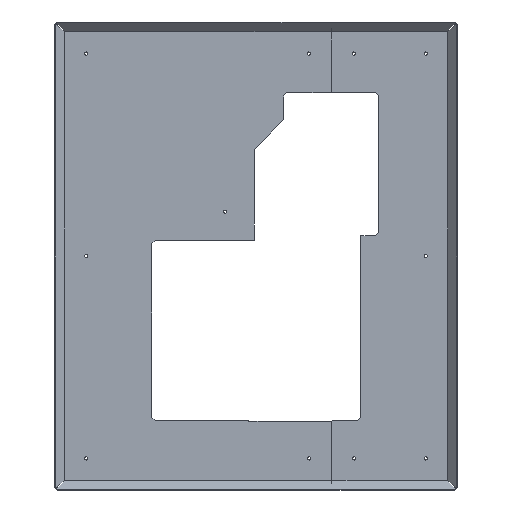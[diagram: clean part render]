
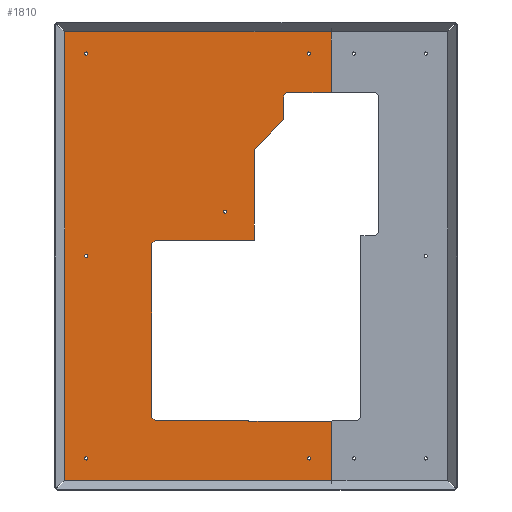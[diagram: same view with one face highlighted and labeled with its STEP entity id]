
A CAD part, top view. The second image highlights one B-rep face of the part: STEP entity #1810.
In plain terms, the highlighted planar face has unit normal (0, 0, 1).
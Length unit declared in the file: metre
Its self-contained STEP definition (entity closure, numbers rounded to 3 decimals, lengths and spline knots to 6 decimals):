
#53=PLANE('',#1972);
#123=CIRCLE('',#1969,0.0006);
#125=CIRCLE('',#1973,0.0025);
#126=CIRCLE('',#1974,0.0025);
#127=CIRCLE('',#1975,0.0025);
#128=CIRCLE('',#1976,0.0025);
#129=CIRCLE('',#1977,0.0025);
#130=CIRCLE('',#1978,0.0025);
#241=LINE('',#2868,#411);
#242=LINE('',#2870,#412);
#243=LINE('',#2872,#413);
#244=LINE('',#2874,#414);
#245=LINE('',#2876,#415);
#246=LINE('',#2878,#416);
#247=LINE('',#2880,#417);
#248=LINE('',#2882,#418);
#249=LINE('',#2884,#419);
#250=LINE('',#2886,#420);
#251=LINE('',#2888,#421);
#252=LINE('',#2890,#422);
#253=LINE('',#2892,#423);
#254=LINE('',#2894,#424);
#255=LINE('',#2896,#425);
#256=LINE('',#2898,#426);
#257=LINE('',#2900,#427);
#411=VECTOR('',#2317,1.);
#412=VECTOR('',#2320,1.);
#413=VECTOR('',#2321,1.);
#414=VECTOR('',#2322,1.);
#415=VECTOR('',#2323,1.);
#416=VECTOR('',#2324,1.);
#417=VECTOR('',#2325,1.);
#418=VECTOR('',#2326,1.);
#419=VECTOR('',#2327,1.);
#420=VECTOR('',#2328,1.);
#421=VECTOR('',#2329,1.);
#422=VECTOR('',#2330,1.);
#423=VECTOR('',#2331,1.);
#424=VECTOR('',#2332,1.);
#425=VECTOR('',#2333,1.);
#426=VECTOR('',#2334,1.);
#427=VECTOR('',#2335,1.);
#749=ORIENTED_EDGE('',*,*,#1135,.F.);
#750=ORIENTED_EDGE('',*,*,#1141,.T.);
#751=ORIENTED_EDGE('',*,*,#1142,.T.);
#752=ORIENTED_EDGE('',*,*,#1143,.T.);
#753=ORIENTED_EDGE('',*,*,#1144,.T.);
#754=ORIENTED_EDGE('',*,*,#1145,.T.);
#755=ORIENTED_EDGE('',*,*,#1146,.T.);
#756=ORIENTED_EDGE('',*,*,#1147,.T.);
#757=ORIENTED_EDGE('',*,*,#1148,.T.);
#758=ORIENTED_EDGE('',*,*,#1149,.T.);
#759=ORIENTED_EDGE('',*,*,#1150,.T.);
#760=ORIENTED_EDGE('',*,*,#1151,.T.);
#761=ORIENTED_EDGE('',*,*,#1152,.T.);
#762=ORIENTED_EDGE('',*,*,#1153,.T.);
#763=ORIENTED_EDGE('',*,*,#1154,.T.);
#764=ORIENTED_EDGE('',*,*,#1155,.T.);
#765=ORIENTED_EDGE('',*,*,#1156,.T.);
#766=ORIENTED_EDGE('',*,*,#1157,.T.);
#767=ORIENTED_EDGE('',*,*,#1158,.T.);
#768=ORIENTED_EDGE('',*,*,#1159,.T.);
#769=ORIENTED_EDGE('',*,*,#1160,.T.);
#770=ORIENTED_EDGE('',*,*,#1161,.T.);
#771=ORIENTED_EDGE('',*,*,#1162,.T.);
#772=ORIENTED_EDGE('',*,*,#1163,.T.);
#1135=EDGE_CURVE('',#1353,#1354,#123,.T.);
#1141=EDGE_CURVE('',#1353,#1358,#241,.T.);
#1142=EDGE_CURVE('',#1358,#1359,#242,.T.);
#1143=EDGE_CURVE('',#1359,#1360,#243,.T.);
#1144=EDGE_CURVE('',#1360,#1361,#244,.T.);
#1145=EDGE_CURVE('',#1361,#1362,#245,.T.);
#1146=EDGE_CURVE('',#1362,#1363,#246,.T.);
#1147=EDGE_CURVE('',#1363,#1364,#247,.T.);
#1148=EDGE_CURVE('',#1364,#1365,#248,.T.);
#1149=EDGE_CURVE('',#1365,#1366,#249,.T.);
#1150=EDGE_CURVE('',#1366,#1367,#250,.T.);
#1151=EDGE_CURVE('',#1367,#1368,#251,.T.);
#1152=EDGE_CURVE('',#1368,#1369,#252,.T.);
#1153=EDGE_CURVE('',#1369,#1370,#253,.T.);
#1154=EDGE_CURVE('',#1370,#1371,#254,.T.);
#1155=EDGE_CURVE('',#1371,#1372,#255,.T.);
#1156=EDGE_CURVE('',#1372,#1373,#256,.T.);
#1157=EDGE_CURVE('',#1373,#1354,#257,.T.);
#1158=EDGE_CURVE('',#1374,#1374,#125,.T.);
#1159=EDGE_CURVE('',#1375,#1375,#126,.T.);
#1160=EDGE_CURVE('',#1376,#1376,#127,.T.);
#1161=EDGE_CURVE('',#1377,#1377,#128,.T.);
#1162=EDGE_CURVE('',#1378,#1378,#129,.T.);
#1163=EDGE_CURVE('',#1379,#1379,#130,.T.);
#1353=VERTEX_POINT('',#2856);
#1354=VERTEX_POINT('',#2857);
#1358=VERTEX_POINT('',#2867);
#1359=VERTEX_POINT('',#2871);
#1360=VERTEX_POINT('',#2873);
#1361=VERTEX_POINT('',#2875);
#1362=VERTEX_POINT('',#2877);
#1363=VERTEX_POINT('',#2879);
#1364=VERTEX_POINT('',#2881);
#1365=VERTEX_POINT('',#2883);
#1366=VERTEX_POINT('',#2885);
#1367=VERTEX_POINT('',#2887);
#1368=VERTEX_POINT('',#2889);
#1369=VERTEX_POINT('',#2891);
#1370=VERTEX_POINT('',#2893);
#1371=VERTEX_POINT('',#2895);
#1372=VERTEX_POINT('',#2897);
#1373=VERTEX_POINT('',#2899);
#1374=VERTEX_POINT('',#2902);
#1375=VERTEX_POINT('',#2904);
#1376=VERTEX_POINT('',#2906);
#1377=VERTEX_POINT('',#2908);
#1378=VERTEX_POINT('',#2910);
#1379=VERTEX_POINT('',#2912);
#1525=EDGE_LOOP('',(#749,#750,#751,#752,#753,#754,#755,#756,#757,#758,#759,
#760,#761,#762,#763,#764,#765,#766));
#1526=EDGE_LOOP('',(#767));
#1527=EDGE_LOOP('',(#768));
#1528=EDGE_LOOP('',(#769));
#1529=EDGE_LOOP('',(#770));
#1530=EDGE_LOOP('',(#771));
#1531=EDGE_LOOP('',(#772));
#1657=FACE_BOUND('',#1525,.T.);
#1658=FACE_BOUND('',#1526,.T.);
#1659=FACE_BOUND('',#1527,.T.);
#1660=FACE_BOUND('',#1528,.T.);
#1661=FACE_BOUND('',#1529,.T.);
#1662=FACE_BOUND('',#1530,.T.);
#1663=FACE_BOUND('',#1531,.T.);
#1810=ADVANCED_FACE('',(#1657,#1658,#1659,#1660,#1661,#1662,#1663),#53,
 .T.);
#1969=AXIS2_PLACEMENT_3D('',#2855,#2307,#2308);
#1972=AXIS2_PLACEMENT_3D('',#2869,#2318,#2319);
#1973=AXIS2_PLACEMENT_3D('',#2901,#2336,#2337);
#1974=AXIS2_PLACEMENT_3D('',#2903,#2338,#2339);
#1975=AXIS2_PLACEMENT_3D('',#2905,#2340,#2341);
#1976=AXIS2_PLACEMENT_3D('',#2907,#2342,#2343);
#1977=AXIS2_PLACEMENT_3D('',#2909,#2344,#2345);
#1978=AXIS2_PLACEMENT_3D('',#2911,#2346,#2347);
#2307=DIRECTION('',(0.,0.,-1.));
#2308=DIRECTION('',(0.707,-0.707,0.));
#2317=DIRECTION('',(0.,1.,0.));
#2318=DIRECTION('',(0.,0.,1.));
#2319=DIRECTION('',(1.,0.,0.));
#2320=DIRECTION('',(0.707,0.707,0.));
#2321=DIRECTION('',(0.,1.,0.));
#2322=DIRECTION('',(0.707,0.707,0.));
#2323=DIRECTION('',(1.,0.,0.));
#2324=DIRECTION('',(0.,1.,0.));
#2325=DIRECTION('',(-1.,0.,0.));
#2326=DIRECTION('',(0.,-1.,0.));
#2327=DIRECTION('',(1.,0.,0.));
#2328=DIRECTION('',(0.,1.,0.));
#2329=DIRECTION('',(-1.,0.,0.));
#2330=DIRECTION('',(-0.707,0.707,0.));
#2331=DIRECTION('',(-1.,0.,0.));
#2332=DIRECTION('',(-0.707,0.707,0.));
#2333=DIRECTION('',(0.,1.,0.));
#2334=DIRECTION('',(0.707,0.707,0.));
#2335=DIRECTION('',(1.,0.,0.));
#2336=DIRECTION('',(0.,0.,-1.));
#2337=DIRECTION('',(1.,0.,0.));
#2338=DIRECTION('',(0.,0.,-1.));
#2339=DIRECTION('',(1.,0.,0.));
#2340=DIRECTION('',(0.,0.,-1.));
#2341=DIRECTION('',(1.,0.,0.));
#2342=DIRECTION('',(0.,0.,-1.));
#2343=DIRECTION('',(1.,0.,0.));
#2344=DIRECTION('',(0.,0.,-1.));
#2345=DIRECTION('',(1.,0.,0.));
#2346=DIRECTION('',(0.,0.,-1.));
#2347=DIRECTION('',(1.,0.,0.));
#2855=CARTESIAN_POINT('',(-0.0042,0.1407,0.0015));
#2856=CARTESIAN_POINT('',(-0.0036,0.1407,0.0015));
#2857=CARTESIAN_POINT('',(-0.0042,0.1401,0.0015));
#2867=CARTESIAN_POINT('',(-0.0036,0.282041,0.0015));
#2868=CARTESIAN_POINT('',(-0.0036,0.1401,0.0015));
#2869=CARTESIAN_POINT('',(-0.090979,0.116,0.0015));
#2870=CARTESIAN_POINT('',(-0.0036,0.282041,0.0015));
#2871=CARTESIAN_POINT('',(0.0424,0.328041,0.0015));
#2872=CARTESIAN_POINT('',(0.0424,0.328041,0.0015));
#2873=CARTESIAN_POINT('',(0.0424,0.365041,0.0015));
#2874=CARTESIAN_POINT('',(0.0424,0.365041,0.0015));
#2875=CARTESIAN_POINT('',(0.047459,0.3701,0.0015));
#2876=CARTESIAN_POINT('',(0.047459,0.3701,0.0015));
#2877=CARTESIAN_POINT('',(0.116425,0.3701,0.0015));
#2878=CARTESIAN_POINT('',(0.116425,0.3701,0.0015));
#2879=CARTESIAN_POINT('',(0.116425,0.464757,0.0015));
#2880=CARTESIAN_POINT('',(0.012723,0.464757,0.0015));
#2881=CARTESIAN_POINT('',(-0.298257,0.464757,0.0015));
#2882=CARTESIAN_POINT('',(-0.298257,0.290379,0.0015));
#2883=CARTESIAN_POINT('',(-0.298257,-0.232757,0.0015));
#2884=CARTESIAN_POINT('',(-0.194618,-0.232757,0.0015));
#2885=CARTESIAN_POINT('',(0.117541,-0.232757,0.0015));
#2886=CARTESIAN_POINT('',(0.117541,-0.234,0.0015));
#2887=CARTESIAN_POINT('',(0.117541,-0.1411,0.0015));
#2888=CARTESIAN_POINT('',(0.117541,-0.1411,0.0015));
#2889=CARTESIAN_POINT('',(-0.011541,-0.1411,0.0015));
#2890=CARTESIAN_POINT('',(-0.011541,-0.1411,0.0015));
#2891=CARTESIAN_POINT('',(-0.012541,-0.1401,0.0015));
#2892=CARTESIAN_POINT('',(-0.012541,-0.1401,0.0015));
#2893=CARTESIAN_POINT('',(-0.157541,-0.1401,0.0015));
#2894=CARTESIAN_POINT('',(-0.157541,-0.1401,0.0015));
#2895=CARTESIAN_POINT('',(-0.1626,-0.135041,0.0015));
#2896=CARTESIAN_POINT('',(-0.1626,-0.135041,0.0015));
#2897=CARTESIAN_POINT('',(-0.1626,0.135041,0.0015));
#2898=CARTESIAN_POINT('',(-0.1626,0.135041,0.0015));
#2899=CARTESIAN_POINT('',(-0.157541,0.1401,0.0015));
#2900=CARTESIAN_POINT('',(-0.157541,0.1401,0.0015));
#2901=CARTESIAN_POINT('',(-0.0486,0.1851,0.0015));
#2902=CARTESIAN_POINT('',(-0.0461,0.1851,0.0015));
#2903=CARTESIAN_POINT('',(0.082541,-0.199,0.0015));
#2904=CARTESIAN_POINT('',(0.085041,-0.199,0.0015));
#2905=CARTESIAN_POINT('',(-0.2645,0.431,0.0015));
#2906=CARTESIAN_POINT('',(-0.262,0.431,0.0015));
#2907=CARTESIAN_POINT('',(0.081425,0.431,0.0015));
#2908=CARTESIAN_POINT('',(0.083925,0.431,0.0015));
#2909=CARTESIAN_POINT('',(-0.2645,-0.199,0.0015));
#2910=CARTESIAN_POINT('',(-0.262,-0.199,0.0015));
#2911=CARTESIAN_POINT('',(-0.2645,0.116,0.0015));
#2912=CARTESIAN_POINT('',(-0.262,0.116,0.0015));
